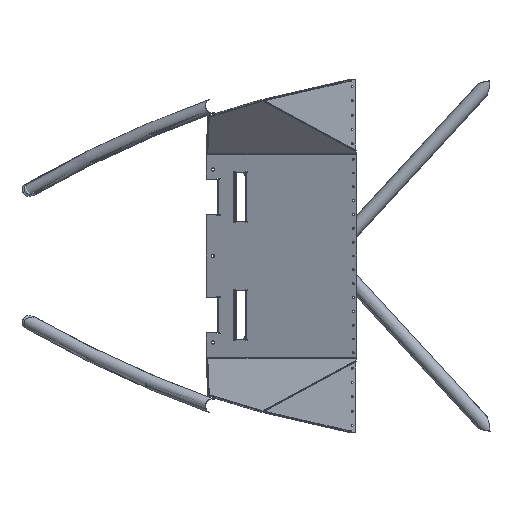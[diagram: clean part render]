
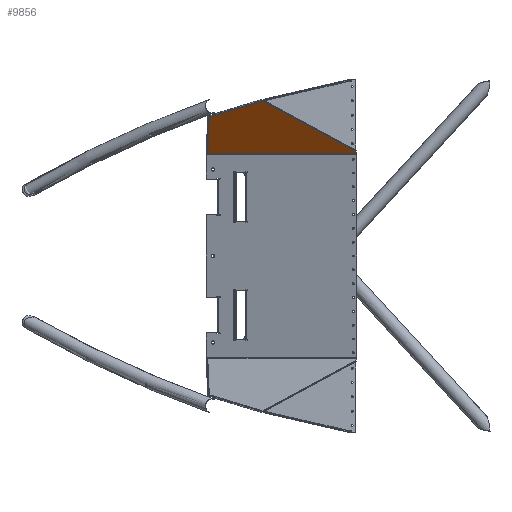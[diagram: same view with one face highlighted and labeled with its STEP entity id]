
A CAD part, left-side view. The second image highlights one B-rep face of the part: STEP entity #9856.
In plain terms, the highlighted planar face has unit normal (-0.784, 0.295, -0.546).
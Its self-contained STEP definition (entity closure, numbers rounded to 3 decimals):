
#442 = LINE ( 'NONE', #10398, #2185 ) ;
#695 = VERTEX_POINT ( 'NONE', #10290 ) ;
#1762 = CARTESIAN_POINT ( 'NONE',  ( 1482.487, 591.207, 243.967 ) ) ;
#1785 = DIRECTION ( 'NONE',  ( 0.58, 0.035, -0.814 ) ) ;
#2165 = CARTESIAN_POINT ( 'NONE',  ( 1425.453, 496.199, 274.434 ) ) ;
#2185 = VECTOR ( 'NONE', #9929, 1000. ) ;
#2344 = VERTEX_POINT ( 'NONE', #12658 ) ;
#2629 = LINE ( 'NONE', #3652, #16402 ) ;
#2643 = ORIENTED_EDGE ( 'NONE', *, *, #3990, .T. ) ;
#2812 = CARTESIAN_POINT ( 'NONE',  ( 1141.85, -430.302, 180.373 ) ) ;
#2857 = DIRECTION ( 'NONE',  ( 0., 0.88, 0.476 ) ) ;
#2951 = CARTESIAN_POINT ( 'NONE',  ( 1425.453, 495.499, 274.055 ) ) ;
#3347 = VERTEX_POINT ( 'NONE', #7773 ) ;
#3538 = ORIENTED_EDGE ( 'NONE', *, *, #3754, .T. ) ;
#3652 = CARTESIAN_POINT ( 'NONE',  ( 1165.012, 429.513, 612.113 ) ) ;
#3709 = ORIENTED_EDGE ( 'NONE', *, *, #14184, .T. ) ;
#3754 = EDGE_CURVE ( 'NONE', #695, #2344, #8184, .T. ) ;
#3838 = VERTEX_POINT ( 'NONE', #14380 ) ;
#3848 = VECTOR ( 'NONE', #4207, 1000. ) ;
#3990 = EDGE_CURVE ( 'NONE', #2344, #9556, #8330, .T. ) ;
#4207 = DIRECTION ( 'NONE',  ( -0.353, -0.936, 0. ) ) ;
#4402 = ORIENTED_EDGE ( 'NONE', *, *, #5458, .F. ) ;
#4703 = CARTESIAN_POINT ( 'NONE',  ( 1527.834, 593.947, 180.373 ) ) ;
#4915 = VERTEX_POINT ( 'NONE', #9352 ) ;
#5060 = ORIENTED_EDGE ( 'NONE', *, *, #6956, .T. ) ;
#5458 = EDGE_CURVE ( 'NONE', #3838, #9556, #15228, .T. ) ;
#5511 = ORIENTED_EDGE ( 'NONE', *, *, #14770, .T. ) ;
#5837 = VECTOR ( 'NONE', #13124, 1000. ) ;
#6777 = AXIS2_PLACEMENT_3D ( 'NONE', #13583, #13469, #13451 ) ;
#6956 = EDGE_CURVE ( 'NONE', #3838, #8287, #15800, .T. ) ;
#7337 = ORIENTED_EDGE ( 'NONE', *, *, #10979, .T. ) ;
#7773 = CARTESIAN_POINT ( 'NONE',  ( 1428.455, 330.235, 180.373 ) ) ;
#8038 = FACE_OUTER_BOUND ( 'NONE', #13244, .T. ) ;
#8184 =( BOUNDED_CURVE ( )  B_SPLINE_CURVE ( 3, ( #9874, #9922, #9648, #9437 ),
 .UNSPECIFIED., .F., .F. ) 
 B_SPLINE_CURVE_WITH_KNOTS ( ( 4, 4 ),
 ( 1.272, 1.405 ),
 .UNSPECIFIED. ) 
 CURVE ( )  GEOMETRIC_REPRESENTATION_ITEM ( )  RATIONAL_B_SPLINE_CURVE ( ( 1., 0.999, 0.999, 1. ) ) 
 REPRESENTATION_ITEM ( '' )  );
#8287 = VERTEX_POINT ( 'NONE', #4703 ) ;
#8330 = LINE ( 'NONE', #11631, #5837 ) ;
#8617 = ORIENTED_EDGE ( 'NONE', *, *, #9756, .T. ) ;
#9213 = LINE ( 'NONE', #2812, #3848 ) ;
#9352 = CARTESIAN_POINT ( 'NONE',  ( 1425.453, 331.367, 185.294 ) ) ;
#9437 = CARTESIAN_POINT ( 'NONE',  ( 1426.599, 498.936, 274.269 ) ) ;
#9556 = VERTEX_POINT ( 'NONE', #15334 ) ;
#9648 = CARTESIAN_POINT ( 'NONE',  ( 1426.684, 498.803, 274.076 ) ) ;
#9756 = EDGE_CURVE ( 'NONE', #11689, #695, #442, .T. ) ;
#9856 = ADVANCED_FACE ( 'NONE', ( #8038 ), #13499, .F. ) ;
#9874 = CARTESIAN_POINT ( 'NONE',  ( 1426.838, 498.525, 273.704 ) ) ;
#9922 = CARTESIAN_POINT ( 'NONE',  ( 1426.763, 498.666, 273.887 ) ) ;
#9929 = DIRECTION ( 'NONE',  ( 0.494, 0.83, -0.26 ) ) ;
#10290 = CARTESIAN_POINT ( 'NONE',  ( 1426.838, 498.525, 273.704 ) ) ;
#10398 = CARTESIAN_POINT ( 'NONE',  ( 909.454, -370.145, 546.402 ) ) ;
#10979 = EDGE_CURVE ( 'NONE', #4915, #11689, #15267, .T. ) ;
#11569 = VECTOR ( 'NONE', #2857, 1000. ) ;
#11631 = CARTESIAN_POINT ( 'NONE',  ( 909.178, -369.797, 546.987 ) ) ;
#11689 = VERTEX_POINT ( 'NONE', #2165 ) ;
#12609 = VECTOR ( 'NONE', #12663, 1000. ) ;
#12658 = CARTESIAN_POINT ( 'NONE',  ( 1426.599, 498.936, 274.269 ) ) ;
#12663 = DIRECTION ( 'NONE',  ( 0.221, 0.955, 0.199 ) ) ;
#12702 = CARTESIAN_POINT ( 'NONE',  ( 1274.354, -307.102, 56.85 ) ) ;
#13124 = DIRECTION ( 'NONE',  ( 0.494, 0.83, -0.26 ) ) ;
#13244 = EDGE_LOOP ( 'NONE', ( #4402, #5060, #5511, #3709, #7337, #8617, #3538, #2643 ) ) ;
#13451 = DIRECTION ( 'NONE',  ( 0.572, 0., -0.82 ) ) ;
#13469 = DIRECTION ( 'NONE',  ( 0.784, -0.295, 0.546 ) ) ;
#13499 = PLANE ( 'NONE',  #6777 ) ;
#13583 = CARTESIAN_POINT ( 'NONE',  ( 878.406, -331.024, 612.113 ) ) ;
#14184 = EDGE_CURVE ( 'NONE', #3347, #4915, #2629, .T. ) ;
#14373 = DIRECTION ( 'NONE',  ( -0.511, 0.193, 0.838 ) ) ;
#14380 = CARTESIAN_POINT ( 'NONE',  ( 1482.487, 591.207, 243.967 ) ) ;
#14770 = EDGE_CURVE ( 'NONE', #8287, #3347, #9213, .T. ) ;
#15228 = LINE ( 'NONE', #12702, #12609 ) ;
#15267 = LINE ( 'NONE', #2951, #11569 ) ;
#15334 = CARTESIAN_POINT ( 'NONE',  ( 1483.079, 593.764, 244.5 ) ) ;
#15800 = LINE ( 'NONE', #1762, #16762 ) ;
#16402 = VECTOR ( 'NONE', #14373, 1000. ) ;
#16762 = VECTOR ( 'NONE', #1785, 1000. ) ;
